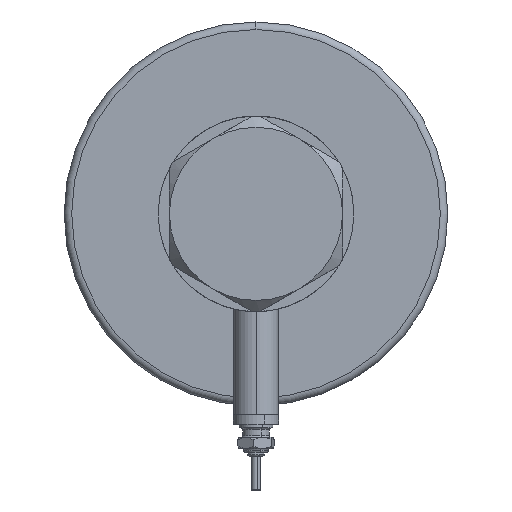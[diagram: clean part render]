
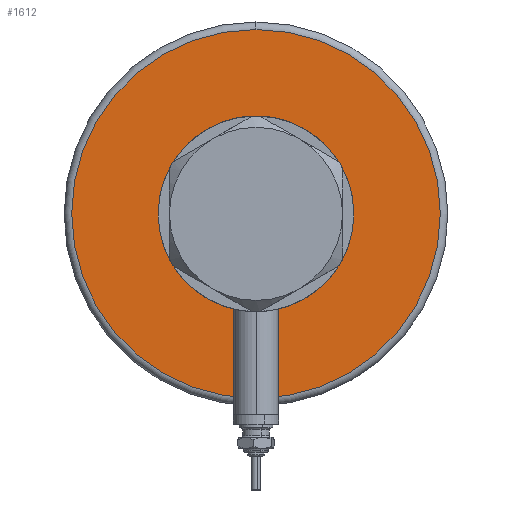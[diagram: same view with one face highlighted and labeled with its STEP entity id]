
A CAD part, left-side view. The second image highlights one B-rep face of the part: STEP entity #1612.
In plain terms, the highlighted face is planar.
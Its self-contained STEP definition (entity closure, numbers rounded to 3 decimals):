
#30 = VERTEX_POINT ( 'NONE', #3046 ) ;
#137 = CARTESIAN_POINT ( 'NONE',  ( 0., 0., 0. ) ) ;
#313 = ORIENTED_EDGE ( 'NONE', *, *, #723, .T. ) ;
#374 = AXIS2_PLACEMENT_3D ( 'NONE', #932, #1525, #500 ) ;
#410 = CARTESIAN_POINT ( 'NONE',  ( 20., 0., 0. ) ) ;
#500 = DIRECTION ( 'NONE',  ( 1., 0., 0. ) ) ;
#620 = CARTESIAN_POINT ( 'NONE',  ( -20., 0., 0. ) ) ;
#723 = EDGE_CURVE ( 'NONE', #3344, #4205, #2543, .T. ) ;
#932 = CARTESIAN_POINT ( 'NONE',  ( 0., 0., 0. ) ) ;
#1005 = EDGE_CURVE ( 'NONE', #6007, #30, #1676, .T. ) ;
#1196 = DIRECTION ( 'NONE',  ( 0., 0., -1. ) ) ;
#1525 = DIRECTION ( 'NONE',  ( 0., 0., 1. ) ) ;
#1566 = AXIS2_PLACEMENT_3D ( 'NONE', #4130, #4099, #4198 ) ;
#1612 = ADVANCED_FACE ( 'NONE', ( #5655, #4663 ), #1995, .F. ) ;
#1676 = CIRCLE ( 'NONE', #4602, 49. ) ;
#1805 = AXIS2_PLACEMENT_3D ( 'NONE', #5852, #1196, #5305 ) ;
#1995 = PLANE ( 'NONE',  #374 ) ;
#2473 = CIRCLE ( 'NONE', #4102, 20. ) ;
#2543 = CIRCLE ( 'NONE', #1566, 20. ) ;
#2706 = DIRECTION ( 'NONE',  ( 0., 0., 1. ) ) ;
#2720 = ORIENTED_EDGE ( 'NONE', *, *, #1005, .T. ) ;
#2735 = DIRECTION ( 'NONE',  ( 1., 0., 0. ) ) ;
#2884 = CIRCLE ( 'NONE', #1805, 49. ) ;
#3046 = CARTESIAN_POINT ( 'NONE',  ( -49., 0., 0. ) ) ;
#3344 = VERTEX_POINT ( 'NONE', #410 ) ;
#3469 = ORIENTED_EDGE ( 'NONE', *, *, #5906, .T. ) ;
#3771 = EDGE_CURVE ( 'NONE', #30, #6007, #2884, .T. ) ;
#4099 = DIRECTION ( 'NONE',  ( 0., 0., 1. ) ) ;
#4102 = AXIS2_PLACEMENT_3D ( 'NONE', #137, #2706, #2735 ) ;
#4130 = CARTESIAN_POINT ( 'NONE',  ( 0., 0., 0. ) ) ;
#4198 = DIRECTION ( 'NONE',  ( 1., 0., 0. ) ) ;
#4205 = VERTEX_POINT ( 'NONE', #620 ) ;
#4322 = EDGE_LOOP ( 'NONE', ( #313, #3469 ) ) ;
#4602 = AXIS2_PLACEMENT_3D ( 'NONE', #6536, #6029, #4845 ) ;
#4663 = FACE_BOUND ( 'NONE', #4322, .T. ) ;
#4845 = DIRECTION ( 'NONE',  ( 1., 0., 0. ) ) ;
#4872 = ORIENTED_EDGE ( 'NONE', *, *, #3771, .T. ) ;
#5209 = CARTESIAN_POINT ( 'NONE',  ( 49., 0., 0. ) ) ;
#5305 = DIRECTION ( 'NONE',  ( 1., 0., 0. ) ) ;
#5655 = FACE_OUTER_BOUND ( 'NONE', #6344, .T. ) ;
#5852 = CARTESIAN_POINT ( 'NONE',  ( 0., 0., 0. ) ) ;
#5906 = EDGE_CURVE ( 'NONE', #4205, #3344, #2473, .T. ) ;
#6007 = VERTEX_POINT ( 'NONE', #5209 ) ;
#6029 = DIRECTION ( 'NONE',  ( 0., 0., -1. ) ) ;
#6344 = EDGE_LOOP ( 'NONE', ( #2720, #4872 ) ) ;
#6536 = CARTESIAN_POINT ( 'NONE',  ( 0., 0., 0. ) ) ;
